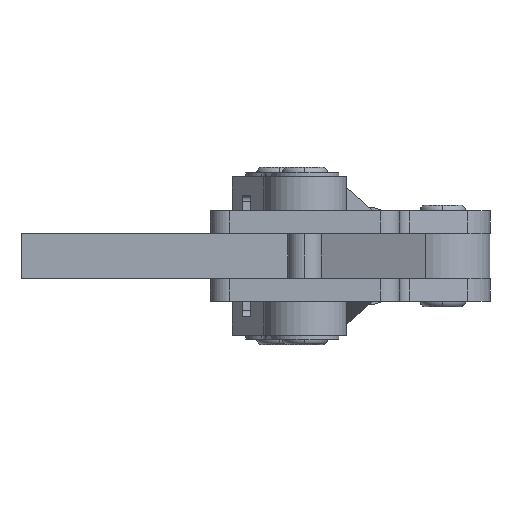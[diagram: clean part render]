
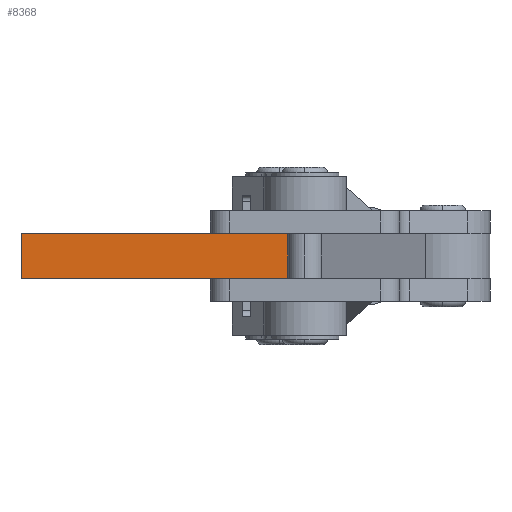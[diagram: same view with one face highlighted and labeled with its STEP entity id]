
A CAD part, front view. The second image highlights one B-rep face of the part: STEP entity #8368.
In plain terms, the highlighted planar face has unit normal (0, -1, 0).
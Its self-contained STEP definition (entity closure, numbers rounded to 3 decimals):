
#566 = CARTESIAN_POINT ( 'NONE',  ( 0., 0., 12. ) ) ;
#567 = DIRECTION ( 'NONE',  ( 1., 0., 0. ) ) ;
#1754 = ORIENTED_EDGE ( 'NONE', *, *, #14205, .T. ) ;
#1755 = ORIENTED_EDGE ( 'NONE', *, *, #23258, .F. ) ;
#1756 = ORIENTED_EDGE ( 'NONE', *, *, #14208, .F. ) ;
#1757 = ORIENTED_EDGE ( 'NONE', *, *, #14201, .T. ) ;
#2493 = EDGE_LOOP ( 'NONE', ( #1757, #1756, #1755, #1754 ) ) ;
#4369 = DIRECTION ( 'NONE',  ( 1., 0., 0. ) ) ;
#4372 = CARTESIAN_POINT ( 'NONE',  ( 0., 0., 0. ) ) ;
#4388 = DIRECTION ( 'NONE',  ( 0., 0., -1. ) ) ;
#4389 = CARTESIAN_POINT ( 'NONE',  ( 0., 0., 12. ) ) ;
#4415 = CARTESIAN_POINT ( 'NONE',  ( 73.443, 0., 12. ) ) ;
#4416 = DIRECTION ( 'NONE',  ( 0., 0., -1. ) ) ;
#4464 = CARTESIAN_POINT ( 'NONE',  ( 73.443, 0., 12. ) ) ;
#5364 = CARTESIAN_POINT ( 'NONE',  ( 0., 0., 12. ) ) ;
#5415 = CARTESIAN_POINT ( 'NONE',  ( 0., 0., 0. ) ) ;
#6912 = VERTEX_POINT ( 'NONE', #7562 ) ;
#7066 = AXIS2_PLACEMENT_3D ( 'NONE', #19051, #19060, #19061 ) ;
#7562 = CARTESIAN_POINT ( 'NONE',  ( 73.443, 0., 0. ) ) ;
#8368 = ADVANCED_FACE ( 'NONE', ( #11105 ), #19058, .F. ) ;
#11105 = FACE_OUTER_BOUND ( 'NONE', #2493, .T. ) ;
#11859 = LINE ( 'NONE', #4372, #11863 ) ;
#11863 = VECTOR ( 'NONE', #4369, 1000. ) ;
#11864 = LINE ( 'NONE', #4389, #11866 ) ;
#11866 = VECTOR ( 'NONE', #4388, 1000. ) ;
#11869 = LINE ( 'NONE', #4415, #11870 ) ;
#11870 = VECTOR ( 'NONE', #4416, 1000. ) ;
#13279 = VERTEX_POINT ( 'NONE', #5364 ) ;
#13330 = VERTEX_POINT ( 'NONE', #5415 ) ;
#14201 = EDGE_CURVE ( 'NONE', #13330, #6912, #11859, .T. ) ;
#14205 = EDGE_CURVE ( 'NONE', #13279, #13330, #11864, .T. ) ;
#14208 = EDGE_CURVE ( 'NONE', #14234, #6912, #11869, .T. ) ;
#14234 = VERTEX_POINT ( 'NONE', #4464 ) ;
#14596 = LINE ( 'NONE', #566, #14598 ) ;
#14598 = VECTOR ( 'NONE', #567, 1000. ) ;
#19051 = CARTESIAN_POINT ( 'NONE',  ( 0., 0., 12. ) ) ;
#19058 = PLANE ( 'NONE',  #7066 ) ;
#19060 = DIRECTION ( 'NONE',  ( 0., 1., 0. ) ) ;
#19061 = DIRECTION ( 'NONE',  ( 0., 0., 1. ) ) ;
#23258 = EDGE_CURVE ( 'NONE', #13279, #14234, #14596, .T. ) ;
